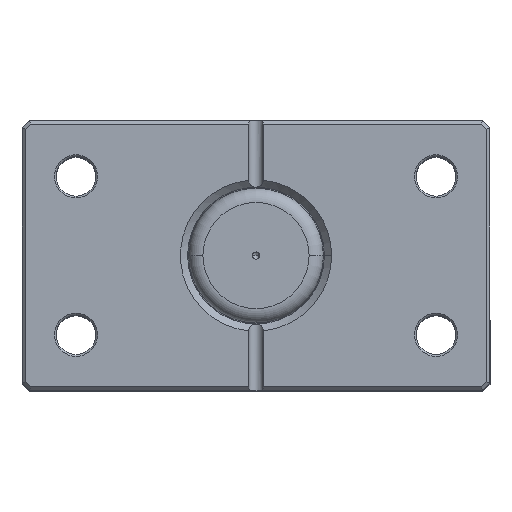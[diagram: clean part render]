
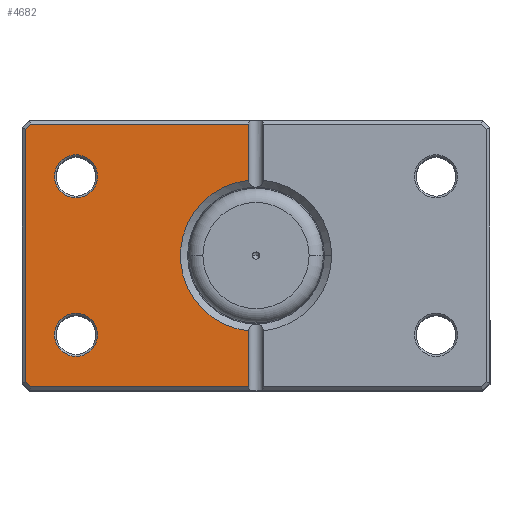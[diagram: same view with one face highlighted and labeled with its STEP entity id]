
A CAD part, top view. The second image highlights one B-rep face of the part: STEP entity #4682.
In plain terms, the highlighted face is planar.
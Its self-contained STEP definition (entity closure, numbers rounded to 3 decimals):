
#113 = VERTEX_POINT ( 'NONE', #2834 ) ;
#274 = EDGE_CURVE ( 'NONE', #1907, #3040, #1640, .T. ) ;
#289 = PLANE ( 'NONE',  #1780 ) ;
#371 = DIRECTION ( 'NONE',  ( 0., 0., 1. ) ) ;
#397 = ORIENTED_EDGE ( 'NONE', *, *, #3555, .T. ) ;
#477 = CARTESIAN_POINT ( 'NONE',  ( 0., 0., 0. ) ) ;
#574 = CIRCLE ( 'NONE', #4727, 6. ) ;
#579 = VERTEX_POINT ( 'NONE', #1851 ) ;
#601 = AXIS2_PLACEMENT_3D ( 'NONE', #477, #3871, #961 ) ;
#701 = ORIENTED_EDGE ( 'NONE', *, *, #2048, .T. ) ;
#702 = ORIENTED_EDGE ( 'NONE', *, *, #1790, .T. ) ;
#725 = LINE ( 'NONE', #2838, #3150 ) ;
#750 = CARTESIAN_POINT ( 'NONE',  ( 62.586, 36.5, 0. ) ) ;
#785 = CARTESIAN_POINT ( 'NONE',  ( 56., 22., 0. ) ) ;
#793 = DIRECTION ( 'NONE',  ( 0., 0., 1. ) ) ;
#807 = VECTOR ( 'NONE', #5843, 1000. ) ;
#841 = CARTESIAN_POINT ( 'NONE',  ( 56., -22., 0. ) ) ;
#919 = LINE ( 'NONE', #5291, #5953 ) ;
#961 = DIRECTION ( 'NONE',  ( 1., 0., 0. ) ) ;
#1032 = ORIENTED_EDGE ( 'NONE', *, *, #4705, .T. ) ;
#1069 = VERTEX_POINT ( 'NONE', #4804 ) ;
#1073 = DIRECTION ( 'NONE',  ( 0., 0., 1. ) ) ;
#1080 = ORIENTED_EDGE ( 'NONE', *, *, #5063, .T. ) ;
#1093 = CARTESIAN_POINT ( 'NONE',  ( 2., 37.5, 0. ) ) ;
#1171 = ORIENTED_EDGE ( 'NONE', *, *, #1965, .T. ) ;
#1226 = VERTEX_POINT ( 'NONE', #841 ) ;
#1295 = ORIENTED_EDGE ( 'NONE', *, *, #5093, .T. ) ;
#1489 = LINE ( 'NONE', #5632, #5202 ) ;
#1548 = ORIENTED_EDGE ( 'NONE', *, *, #274, .T. ) ;
#1576 = VECTOR ( 'NONE', #5252, 1000. ) ;
#1577 = DIRECTION ( 'NONE',  ( 0., 1., 0. ) ) ;
#1640 = CIRCLE ( 'NONE', #5799, 6. ) ;
#1671 = CIRCLE ( 'NONE', #3977, 6. ) ;
#1673 = VERTEX_POINT ( 'NONE', #6247 ) ;
#1776 = FACE_BOUND ( 'NONE', #5181, .T. ) ;
#1780 = AXIS2_PLACEMENT_3D ( 'NONE', #2694, #2235, #3689 ) ;
#1790 = EDGE_CURVE ( 'NONE', #1226, #1673, #574, .T. ) ;
#1807 = VERTEX_POINT ( 'NONE', #6059 ) ;
#1851 = CARTESIAN_POINT ( 'NONE',  ( 64., 35.086, 0. ) ) ;
#1907 = VERTEX_POINT ( 'NONE', #785 ) ;
#1965 = EDGE_CURVE ( 'NONE', #1673, #1226, #1671, .T. ) ;
#1967 = CARTESIAN_POINT ( 'NONE',  ( 2., 20.905, 0. ) ) ;
#2022 = DIRECTION ( 'NONE',  ( 0., 0., 1. ) ) ;
#2048 = EDGE_CURVE ( 'NONE', #1807, #4736, #919, .T. ) ;
#2067 = CIRCLE ( 'NONE', #601, 21. ) ;
#2077 = LINE ( 'NONE', #1093, #4494 ) ;
#2083 = EDGE_CURVE ( 'NONE', #113, #3667, #2067, .T. ) ;
#2213 = VERTEX_POINT ( 'NONE', #3595 ) ;
#2235 = DIRECTION ( 'NONE',  ( 0., 0., 1. ) ) ;
#2297 = CARTESIAN_POINT ( 'NONE',  ( 2., -36.5, 0. ) ) ;
#2328 = EDGE_LOOP ( 'NONE', ( #1080, #1548 ) ) ;
#2374 = CIRCLE ( 'NONE', #4939, 6. ) ;
#2456 = ORIENTED_EDGE ( 'NONE', *, *, #2083, .T. ) ;
#2504 = EDGE_LOOP ( 'NONE', ( #1295, #2456, #5861, #3271, #1032, #4392, #397, #701 ) ) ;
#2575 = LINE ( 'NONE', #2839, #3421 ) ;
#2694 = CARTESIAN_POINT ( 'NONE',  ( 0., 0., 0. ) ) ;
#2834 = CARTESIAN_POINT ( 'NONE',  ( 2., -20.905, 0. ) ) ;
#2838 = CARTESIAN_POINT ( 'NONE',  ( 2., 37.5, 0. ) ) ;
#2839 = CARTESIAN_POINT ( 'NONE',  ( 0., 36.5, 0. ) ) ;
#2909 = CARTESIAN_POINT ( 'NONE',  ( 64., 0., 0. ) ) ;
#3040 = VERTEX_POINT ( 'NONE', #3532 ) ;
#3150 = VECTOR ( 'NONE', #5774, 1000. ) ;
#3195 = EDGE_CURVE ( 'NONE', #579, #1069, #3406, .T. ) ;
#3271 = ORIENTED_EDGE ( 'NONE', *, *, #6236, .T. ) ;
#3280 = CARTESIAN_POINT ( 'NONE',  ( 50., -22., 0. ) ) ;
#3354 = DIRECTION ( 'NONE',  ( -1., 0., 0. ) ) ;
#3406 = LINE ( 'NONE', #2909, #807 ) ;
#3421 = VECTOR ( 'NONE', #6274, 1000. ) ;
#3532 = CARTESIAN_POINT ( 'NONE',  ( 44., 22., 0. ) ) ;
#3555 = EDGE_CURVE ( 'NONE', #1069, #1807, #4138, .T. ) ;
#3595 = CARTESIAN_POINT ( 'NONE',  ( 2., 36.5, 0. ) ) ;
#3667 = VERTEX_POINT ( 'NONE', #1967 ) ;
#3689 = DIRECTION ( 'NONE',  ( 1., 0., 0. ) ) ;
#3696 = CARTESIAN_POINT ( 'NONE',  ( 50., 22., 0. ) ) ;
#3774 = DIRECTION ( 'NONE',  ( 1., 0., 0. ) ) ;
#3871 = DIRECTION ( 'NONE',  ( 0., 0., 1. ) ) ;
#3926 = EDGE_CURVE ( 'NONE', #3667, #2213, #725, .T. ) ;
#3977 = AXIS2_PLACEMENT_3D ( 'NONE', #3280, #371, #3774 ) ;
#3986 = CARTESIAN_POINT ( 'NONE',  ( 50., 22., 0. ) ) ;
#4050 = FACE_BOUND ( 'NONE', #2328, .T. ) ;
#4138 = LINE ( 'NONE', #5741, #1576 ) ;
#4183 = DIRECTION ( 'NONE',  ( 1., 0., 0. ) ) ;
#4365 = FACE_OUTER_BOUND ( 'NONE', #2504, .T. ) ;
#4392 = ORIENTED_EDGE ( 'NONE', *, *, #3195, .T. ) ;
#4408 = VERTEX_POINT ( 'NONE', #750 ) ;
#4463 = DIRECTION ( 'NONE',  ( 1., 0., 0. ) ) ;
#4494 = VECTOR ( 'NONE', #1577, 1000. ) ;
#4667 = DIRECTION ( 'NONE',  ( 0.707, -0.707, 0. ) ) ;
#4682 = ADVANCED_FACE ( 'NONE', ( #1776, #4050, #4365 ), #289, .F. ) ;
#4705 = EDGE_CURVE ( 'NONE', #4408, #579, #1489, .T. ) ;
#4727 = AXIS2_PLACEMENT_3D ( 'NONE', #4936, #2022, #5419 ) ;
#4736 = VERTEX_POINT ( 'NONE', #2297 ) ;
#4804 = CARTESIAN_POINT ( 'NONE',  ( 64., -35.086, 0. ) ) ;
#4936 = CARTESIAN_POINT ( 'NONE',  ( 50., -22., 0. ) ) ;
#4939 = AXIS2_PLACEMENT_3D ( 'NONE', #3986, #1073, #4463 ) ;
#5063 = EDGE_CURVE ( 'NONE', #3040, #1907, #2374, .T. ) ;
#5093 = EDGE_CURVE ( 'NONE', #4736, #113, #2077, .T. ) ;
#5181 = EDGE_LOOP ( 'NONE', ( #1171, #702 ) ) ;
#5202 = VECTOR ( 'NONE', #4667, 1000. ) ;
#5252 = DIRECTION ( 'NONE',  ( -0.707, -0.707, 0. ) ) ;
#5291 = CARTESIAN_POINT ( 'NONE',  ( 0., -36.5, 0. ) ) ;
#5419 = DIRECTION ( 'NONE',  ( 1., 0., 0. ) ) ;
#5632 = CARTESIAN_POINT ( 'NONE',  ( 49.543, 49.543, 0. ) ) ;
#5741 = CARTESIAN_POINT ( 'NONE',  ( 49.543, -49.543, 0. ) ) ;
#5774 = DIRECTION ( 'NONE',  ( 0., 1., 0. ) ) ;
#5799 = AXIS2_PLACEMENT_3D ( 'NONE', #3696, #793, #4183 ) ;
#5843 = DIRECTION ( 'NONE',  ( 0., -1., 0. ) ) ;
#5861 = ORIENTED_EDGE ( 'NONE', *, *, #3926, .T. ) ;
#5953 = VECTOR ( 'NONE', #3354, 1000. ) ;
#6059 = CARTESIAN_POINT ( 'NONE',  ( 62.586, -36.5, 0. ) ) ;
#6236 = EDGE_CURVE ( 'NONE', #2213, #4408, #2575, .T. ) ;
#6247 = CARTESIAN_POINT ( 'NONE',  ( 44., -22., 0. ) ) ;
#6274 = DIRECTION ( 'NONE',  ( 1., 0., 0. ) ) ;
